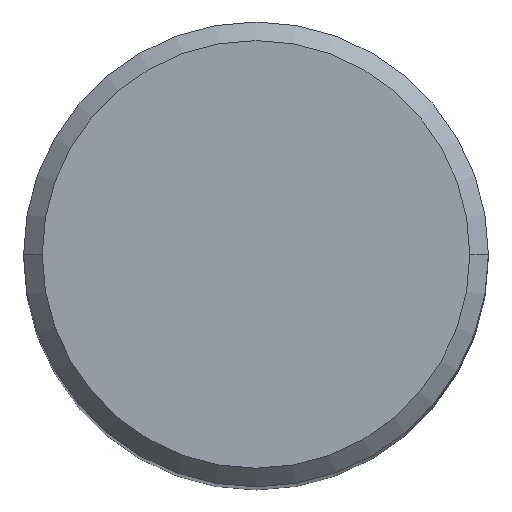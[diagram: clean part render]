
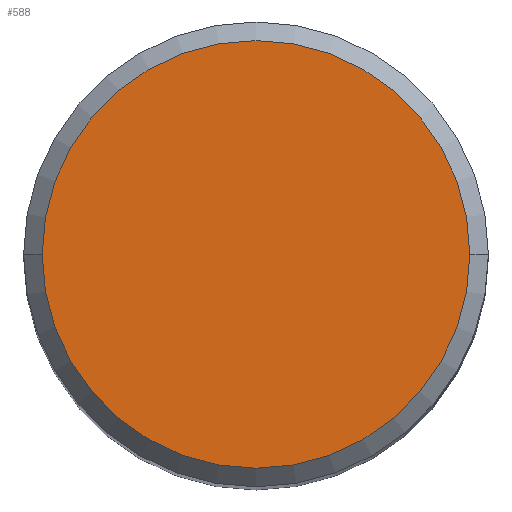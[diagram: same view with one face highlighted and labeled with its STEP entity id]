
A CAD part, top view. The second image highlights one B-rep face of the part: STEP entity #588.
In plain terms, the highlighted planar face has unit normal (0, 0, 1).
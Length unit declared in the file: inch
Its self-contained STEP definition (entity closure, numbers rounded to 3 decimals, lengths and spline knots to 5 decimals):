
#49 = AXIS2_PLACEMENT_3D ( 'NONE', #438, #686, #224 ) ;
#96 = DIRECTION ( 'NONE',  ( 0., 0., 1. ) ) ;
#108 = ORIENTED_EDGE ( 'NONE', *, *, #681, .T. ) ;
#224 = DIRECTION ( 'NONE',  ( 1., 0., 0. ) ) ;
#229 = AXIS2_PLACEMENT_3D ( 'NONE', #655, #96, #1344 ) ;
#438 = CARTESIAN_POINT ( 'NONE',  ( 0., 0., 2.5 ) ) ;
#461 = DIRECTION ( 'NONE',  ( 0., 0., 1. ) ) ;
#477 = CARTESIAN_POINT ( 'NONE',  ( 0., 0., 2.5 ) ) ;
#497 = CIRCLE ( 'NONE', #991, 0.1725 ) ;
#557 = PLANE ( 'NONE',  #229 ) ;
#588 = ADVANCED_FACE ( 'NONE', ( #695 ), #557, .T. ) ;
#655 = CARTESIAN_POINT ( 'NONE',  ( 0., 0., 2.5 ) ) ;
#681 = EDGE_CURVE ( 'NONE', #1270, #1152, #1294, .T. ) ;
#686 = DIRECTION ( 'NONE',  ( 0., 0., 1. ) ) ;
#695 = FACE_OUTER_BOUND ( 'NONE', #762, .T. ) ;
#725 = CARTESIAN_POINT ( 'NONE',  ( -0.1725, 0., 2.5 ) ) ;
#762 = EDGE_LOOP ( 'NONE', ( #1300, #108 ) ) ;
#948 = EDGE_CURVE ( 'NONE', #1152, #1270, #497, .T. ) ;
#958 = CARTESIAN_POINT ( 'NONE',  ( 0.1725, 0., 2.5 ) ) ;
#991 = AXIS2_PLACEMENT_3D ( 'NONE', #477, #461, #1256 ) ;
#1152 = VERTEX_POINT ( 'NONE', #725 ) ;
#1256 = DIRECTION ( 'NONE',  ( 1., 0., 0. ) ) ;
#1270 = VERTEX_POINT ( 'NONE', #958 ) ;
#1294 = CIRCLE ( 'NONE', #49, 0.1725 ) ;
#1300 = ORIENTED_EDGE ( 'NONE', *, *, #948, .T. ) ;
#1344 = DIRECTION ( 'NONE',  ( 1., 0., 0. ) ) ;
